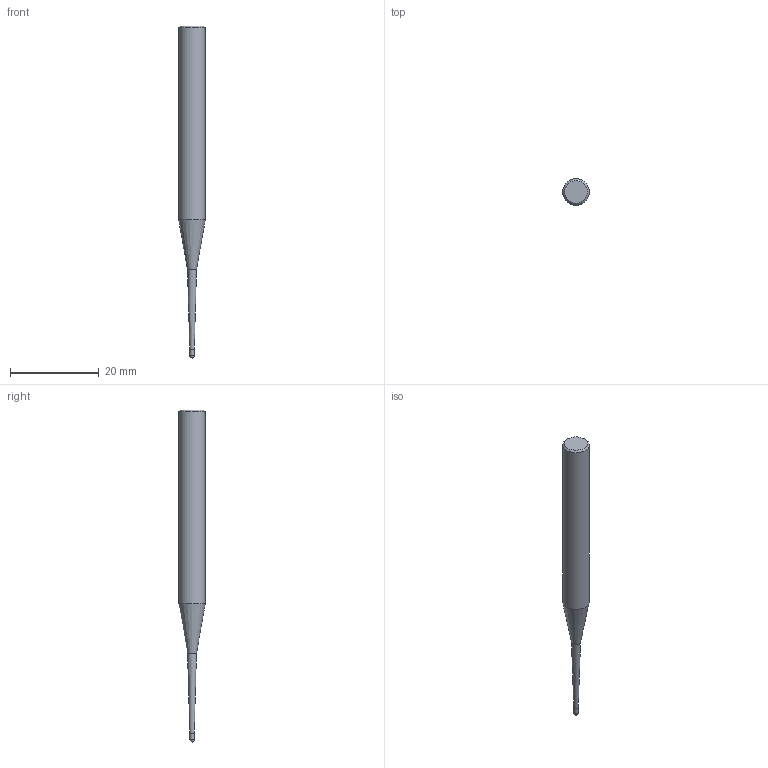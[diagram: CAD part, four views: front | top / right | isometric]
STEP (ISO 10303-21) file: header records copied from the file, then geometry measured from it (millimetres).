
FILE_DESCRIPTION(/* description */ (''),/* implementation_level */ '2;1');
FILE_NAME(/* name */ '1627391065816.stp',/* time_stamp */ '2021-07-27T15:04:39+02:00',/* author */ (''),/* organization */ ('SMS'),/* preprocessor_version */ 'ST-DEVELOPER v16.7',/* originating_system */ 'SIEMENS PLM Software NX 12.0',/* authorisation */ '');
FILE_SCHEMA (('AUTOMOTIVE_DESIGN { 1 0 10303 214 3 1 1 1 }'));
Length unit declared in the file: millimetre
Products named in the file (1): 203643977mod000_00
Bounding box: 6 x 6 x 75 mm (x, y, z)
Volume: 1425.9 mm3; surface area: 1086.8 mm2
Topology: 2 solids, 2 shells, 9 faces, 16 edges, 15 vertices
Faces by surface type: plane 3, cone 3, cylinder 2, sphere 1
Full cylindrical faces by diameter (mm): 1 x1, 6 x1
Entity records: 260 total; most frequent: CARTESIAN_POINT 41, DIRECTION 40, AXIS2_PLACEMENT_3D 20, EDGE_LOOP 14, ORIENTED_EDGE 14, FACE_BOUND 10, STYLED_ITEM 10, PRESENTATION_STYLE_ASSIGNMENT 10
